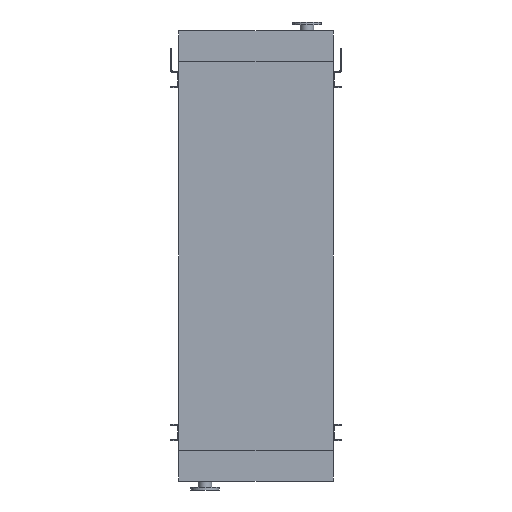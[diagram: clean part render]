
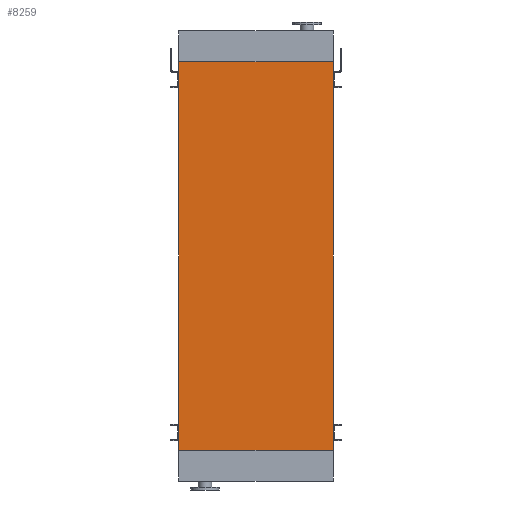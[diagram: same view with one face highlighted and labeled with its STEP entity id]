
A CAD part, front view. The second image highlights one B-rep face of the part: STEP entity #8259.
In plain terms, the highlighted planar face has unit normal (0, -1, 0).
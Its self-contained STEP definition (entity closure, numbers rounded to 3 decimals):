
#534 = VECTOR ( 'NONE', #13226, 1000. ) ;
#587 = CARTESIAN_POINT ( 'NONE',  ( -605., 0., -3050. ) ) ;
#1346 = VECTOR ( 'NONE', #4403, 1000. ) ;
#2422 = ORIENTED_EDGE ( 'NONE', *, *, #2954, .F. ) ;
#2954 = EDGE_CURVE ( 'NONE', #9802, #15803, #15119, .T. ) ;
#3141 = CARTESIAN_POINT ( 'NONE',  ( -605., 0., 0. ) ) ;
#3176 = CARTESIAN_POINT ( 'NONE',  ( -605., 0., -3050. ) ) ;
#3344 = VERTEX_POINT ( 'NONE', #4836 ) ;
#3639 = DIRECTION ( 'NONE',  ( 0., -1., 0. ) ) ;
#4229 = EDGE_CURVE ( 'NONE', #6720, #3344, #13908, .T. ) ;
#4403 = DIRECTION ( 'NONE',  ( 1., 0., 0. ) ) ;
#4836 = CARTESIAN_POINT ( 'NONE',  ( 605., 0., 0. ) ) ;
#6102 = PLANE ( 'NONE',  #13552 ) ;
#6122 = ORIENTED_EDGE ( 'NONE', *, *, #12958, .F. ) ;
#6515 = DIRECTION ( 'NONE',  ( 0., 0., 1. ) ) ;
#6720 = VERTEX_POINT ( 'NONE', #9582 ) ;
#7501 = LINE ( 'NONE', #3176, #10832 ) ;
#8239 = DIRECTION ( 'NONE',  ( 1., 0., 0. ) ) ;
#8259 = ADVANCED_FACE ( 'NONE', ( #13794 ), #6102, .T. ) ;
#8283 = EDGE_LOOP ( 'NONE', ( #6122, #2422, #8459, #13228 ) ) ;
#8430 = CARTESIAN_POINT ( 'NONE',  ( -605., 0., 0. ) ) ;
#8455 = VECTOR ( 'NONE', #6515, 1000. ) ;
#8459 = ORIENTED_EDGE ( 'NONE', *, *, #8686, .T. ) ;
#8686 = EDGE_CURVE ( 'NONE', #9802, #6720, #7501, .T. ) ;
#8880 = CARTESIAN_POINT ( 'NONE',  ( -605., 0., -3050. ) ) ;
#9582 = CARTESIAN_POINT ( 'NONE',  ( 605., 0., -3050. ) ) ;
#9802 = VERTEX_POINT ( 'NONE', #587 ) ;
#10832 = VECTOR ( 'NONE', #8239, 1000. ) ;
#11132 = CARTESIAN_POINT ( 'NONE',  ( -605., 0., -3050. ) ) ;
#12394 = DIRECTION ( 'NONE',  ( 0., 0., -1. ) ) ;
#12958 = EDGE_CURVE ( 'NONE', #15803, #3344, #14700, .T. ) ;
#13226 = DIRECTION ( 'NONE',  ( 0., 0., 1. ) ) ;
#13228 = ORIENTED_EDGE ( 'NONE', *, *, #4229, .T. ) ;
#13552 = AXIS2_PLACEMENT_3D ( 'NONE', #11132, #3639, #12394 ) ;
#13794 = FACE_OUTER_BOUND ( 'NONE', #8283, .T. ) ;
#13908 = LINE ( 'NONE', #15692, #534 ) ;
#14700 = LINE ( 'NONE', #3141, #1346 ) ;
#15119 = LINE ( 'NONE', #8880, #8455 ) ;
#15692 = CARTESIAN_POINT ( 'NONE',  ( 605., 0., -3050. ) ) ;
#15803 = VERTEX_POINT ( 'NONE', #8430 ) ;
